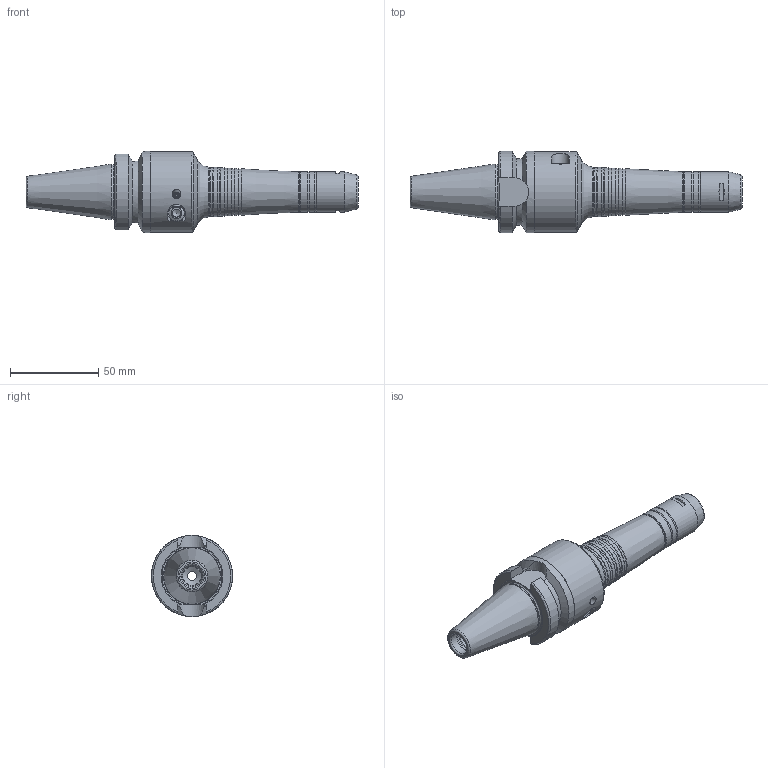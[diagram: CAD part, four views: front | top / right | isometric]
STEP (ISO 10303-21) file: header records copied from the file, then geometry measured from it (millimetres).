
FILE_DESCRIPTION((''),'2;1');
FILE_NAME('395006112140 BT30-PHC12SB-140-NC-3D.stp','2022-12-07T15:12:51',('nttooll'),(''),'Autodesk Inventor 2012','Autodesk Inventor 2012','');
FILE_SCHEMA(('AUTOMOTIVE_DESIGN { 1 0 10303 214 1 1 1 1 }'));
Length unit declared in the file: millimetre
Products named in the file (1): 395006112140 BT30-PHC12SB-140-NC-3D
Bounding box: 188.4 x 46 x 46 mm (x, y, z)
Volume: 120383.9 mm3; surface area: 28032 mm2
Topology: 1 solids, 1 shells, 160 faces, 370 edges, 234 vertices
Faces by surface type: cone 59, cylinder 48, plane 37, torus 15, revolution 1
Full cylindrical faces by diameter (mm): 1 x2, 2.309 x2, 3 x1, 4 x2, 4.1 x1, 4.619 x2, 5 x3, 9 x2, 10.4 x1, 10.5 x1, 12 x3, 12.4 x2, 12.5 x1, 12.9 x1, 18 x1, 23 x3, 30.8 x1, 45.8 x1, 46 x1
Entity records: 4311 total; most frequent: CARTESIAN_POINT 1047, DIRECTION 699, ORIENTED_EDGE 522, AXIS2_PLACEMENT_3D 322, EDGE_LOOP 271, EDGE_CURVE 261, VERTEX_POINT 208, FACE_OUTER_BOUND 160
